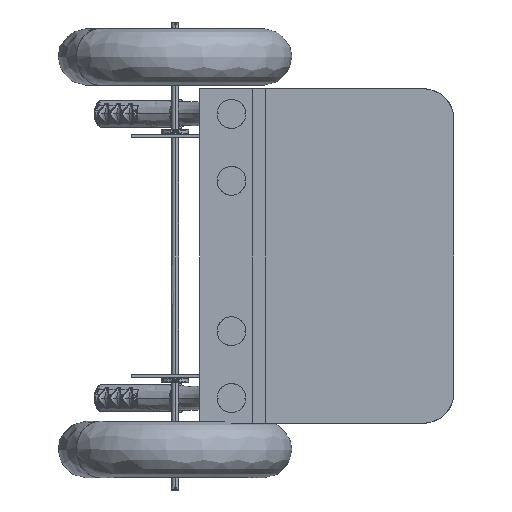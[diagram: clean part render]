
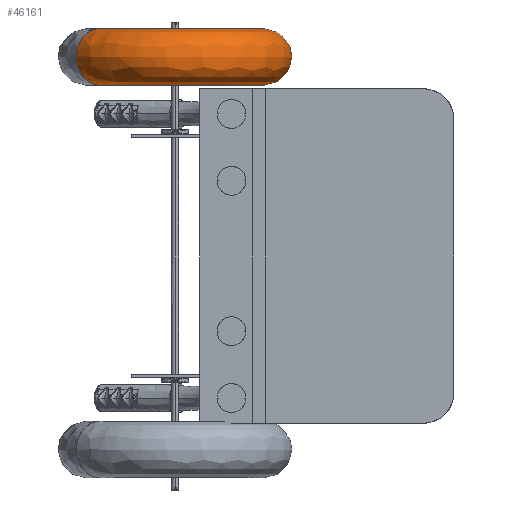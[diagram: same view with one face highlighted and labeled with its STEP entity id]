
A CAD part, front view. The second image highlights one B-rep face of the part: STEP entity #46161.
In plain terms, the highlighted free-form (B-spline) face has degree [3, 3] with [7, 4] control points.
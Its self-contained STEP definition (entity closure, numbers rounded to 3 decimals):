
#46161 = ADVANCED_FACE('',(#46162),#46202,.T.);
#46162 = FACE_BOUND('',#46163,.T.);
#46163 = EDGE_LOOP('',(#46164,#46176,#46185,#46195));
#46164 = ORIENTED_EDGE('',*,*,#46165,.T.);
#46165 = EDGE_CURVE('',#46166,#46168,#46170,.T.);
#46166 = VERTEX_POINT('',#46167);
#46167 = CARTESIAN_POINT('',(-80.743,-508.394,
    362.613));
#46168 = VERTEX_POINT('',#46169);
#46169 = CARTESIAN_POINT('',(-80.743,-508.394,
    485.338));
#46170 = ( BOUNDED_CURVE() B_SPLINE_CURVE(2,(#46171,#46172,#46173,#46174
,#46175),.UNSPECIFIED.,.F.,.F.) B_SPLINE_CURVE_WITH_KNOTS((3,2,3),(0.,
1.571,3.142),.PIECEWISE_BEZIER_KNOTS.) CURVE() 
GEOMETRIC_REPRESENTATION_ITEM() RATIONAL_B_SPLINE_CURVE((1.,
0.707,1.,0.707,1.)) REPRESENTATION_ITEM('') );
#46171 = CARTESIAN_POINT('',(-80.743,-508.394,
    362.613));
#46172 = CARTESIAN_POINT('',(-29.076,-475.289,
    362.613));
#46173 = CARTESIAN_POINT('',(-29.076,-475.289,
    423.976));
#46174 = CARTESIAN_POINT('',(-29.076,-475.289,
    485.338));
#46175 = CARTESIAN_POINT('',(-80.743,-508.394,
    485.338));
#46176 = ORIENTED_EDGE('',*,*,#46177,.T.);
#46177 = EDGE_CURVE('',#46168,#46178,#46180,.T.);
#46178 = VERTEX_POINT('',#46179);
#46179 = CARTESIAN_POINT('',(-402.901,-714.81,
    485.338));
#46180 = ( BOUNDED_CURVE() B_SPLINE_CURVE(3,(#46181,#46182,#46183,#46184
),.UNSPECIFIED.,.F.,.F.) B_SPLINE_CURVE_WITH_KNOTS((4,4),(0.,1.),
.PIECEWISE_BEZIER_KNOTS.) CURVE() GEOMETRIC_REPRESENTATION_ITEM() 
RATIONAL_B_SPLINE_CURVE((0.959,0.32,0.32,
0.959)) REPRESENTATION_ITEM('') );
#46181 = CARTESIAN_POINT('',(-80.743,-508.394,
    485.338));
#46182 = CARTESIAN_POINT('',(125.673,-830.551,
    485.338));
#46183 = CARTESIAN_POINT('',(-196.484,-1036.968,
    485.338));
#46184 = CARTESIAN_POINT('',(-402.901,-714.81,
    485.338));
#46185 = ORIENTED_EDGE('',*,*,#46186,.T.);
#46186 = EDGE_CURVE('',#46178,#46187,#46189,.T.);
#46187 = VERTEX_POINT('',#46188);
#46188 = CARTESIAN_POINT('',(-402.901,-714.81,
    362.613));
#46189 = ( BOUNDED_CURVE() B_SPLINE_CURVE(2,(#46190,#46191,#46192,#46193
,#46194),.UNSPECIFIED.,.F.,.F.) B_SPLINE_CURVE_WITH_KNOTS((3,2,3),(0.,
1.571,3.142),.PIECEWISE_BEZIER_KNOTS.) CURVE() 
GEOMETRIC_REPRESENTATION_ITEM() RATIONAL_B_SPLINE_CURVE((1.,
0.707,1.,0.707,1.)) REPRESENTATION_ITEM('') );
#46190 = CARTESIAN_POINT('',(-402.901,-714.81,
    485.338));
#46191 = CARTESIAN_POINT('',(-454.568,-747.915,
    485.338));
#46192 = CARTESIAN_POINT('',(-454.568,-747.915,
    423.976));
#46193 = CARTESIAN_POINT('',(-454.568,-747.915,
    362.613));
#46194 = CARTESIAN_POINT('',(-402.901,-714.81,
    362.613));
#46195 = ORIENTED_EDGE('',*,*,#46196,.T.);
#46196 = EDGE_CURVE('',#46187,#46166,#46197,.T.);
#46197 = ( BOUNDED_CURVE() B_SPLINE_CURVE(3,(#46198,#46199,#46200,#46201
),.UNSPECIFIED.,.F.,.F.) B_SPLINE_CURVE_WITH_KNOTS((4,4),(0.,1.),
.PIECEWISE_BEZIER_KNOTS.) CURVE() GEOMETRIC_REPRESENTATION_ITEM() 
RATIONAL_B_SPLINE_CURVE((0.959,0.32,0.32,
0.959)) REPRESENTATION_ITEM('') );
#46198 = CARTESIAN_POINT('',(-402.901,-714.81,
    362.613));
#46199 = CARTESIAN_POINT('',(-196.484,-1036.968,
    362.613));
#46200 = CARTESIAN_POINT('',(125.673,-830.551,
    362.613));
#46201 = CARTESIAN_POINT('',(-80.743,-508.394,
    362.613));
#46202 = ( BOUNDED_SURFACE() B_SPLINE_SURFACE(3,3,(
    (#46203,#46204,#46205,#46206)
    ,(#46207,#46208,#46209,#46210)
    ,(#46211,#46212,#46213,#46214)
    ,(#46215,#46216,#46217,#46218)
    ,(#46219,#46220,#46221,#46222)
    ,(#46223,#46224,#46225,#46226)
    ,(#46227,#46228,#46229,#46230
)),.UNSPECIFIED.,.F.,.F.,.F.) B_SPLINE_SURFACE_WITH_KNOTS((4,3,4),(4,4),
  (0.,0.5,1.),(0.,1.),.PIECEWISE_BEZIER_KNOTS.) 
GEOMETRIC_REPRESENTATION_ITEM() RATIONAL_B_SPLINE_SURFACE((
    (1.,0.333,0.333,1.)
    ,(0.781,0.26,0.26,0.781)
    ,(0.781,0.26,0.26,0.781)
    ,(1.,0.333,0.333,1.)
    ,(0.781,0.26,0.26,0.781)
    ,(0.781,0.26,0.26,0.781)
,(1.,0.333,0.333,1.
))) REPRESENTATION_ITEM('') SURFACE() );
#46203 = CARTESIAN_POINT('',(-85.901,-511.699,
    362.92));
#46204 = CARTESIAN_POINT('',(113.905,-823.54,
    362.92));
#46205 = CARTESIAN_POINT('',(-197.936,-1023.347,
    362.92));
#46206 = CARTESIAN_POINT('',(-397.743,-711.505,
    362.92));
#46207 = CARTESIAN_POINT('',(-53.342,-490.837,
    359.04));
#46208 = CARTESIAN_POINT('',(188.187,-867.797,
    359.04));
#46209 = CARTESIAN_POINT('',(-188.772,-1109.326,
    359.04));
#46210 = CARTESIAN_POINT('',(-430.302,-732.367,
    359.04));
#46211 = CARTESIAN_POINT('',(-29.076,-475.289,
    385.112));
#46212 = CARTESIAN_POINT('',(243.549,-900.781,
    385.112));
#46213 = CARTESIAN_POINT('',(-181.942,-1173.406,
    385.112));
#46214 = CARTESIAN_POINT('',(-454.568,-747.915,
    385.112));
#46215 = CARTESIAN_POINT('',(-29.076,-475.289,
    423.976));
#46216 = CARTESIAN_POINT('',(243.549,-900.781,
    423.976));
#46217 = CARTESIAN_POINT('',(-181.942,-1173.406,
    423.976));
#46218 = CARTESIAN_POINT('',(-454.568,-747.915,
    423.976));
#46219 = CARTESIAN_POINT('',(-29.076,-475.289,
    462.839));
#46220 = CARTESIAN_POINT('',(243.549,-900.781,
    462.839));
#46221 = CARTESIAN_POINT('',(-181.942,-1173.406,
    462.839));
#46222 = CARTESIAN_POINT('',(-454.568,-747.915,
    462.839));
#46223 = CARTESIAN_POINT('',(-53.342,-490.837,
    488.912));
#46224 = CARTESIAN_POINT('',(188.187,-867.797,
    488.912));
#46225 = CARTESIAN_POINT('',(-188.772,-1109.326,
    488.912));
#46226 = CARTESIAN_POINT('',(-430.302,-732.367,
    488.912));
#46227 = CARTESIAN_POINT('',(-85.901,-511.699,
    485.032));
#46228 = CARTESIAN_POINT('',(113.905,-823.54,
    485.032));
#46229 = CARTESIAN_POINT('',(-197.936,-1023.347,
    485.032));
#46230 = CARTESIAN_POINT('',(-397.743,-711.505,
    485.032));
